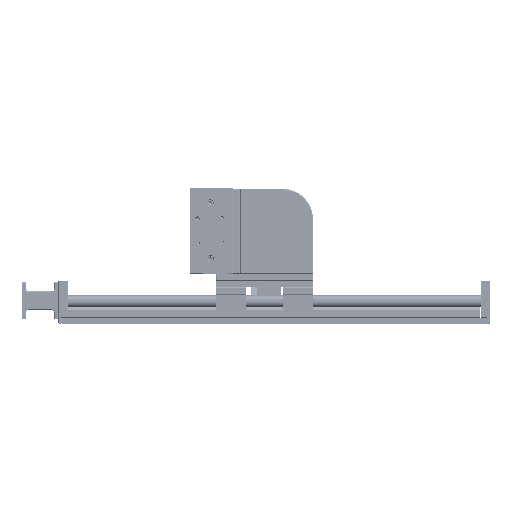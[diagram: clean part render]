
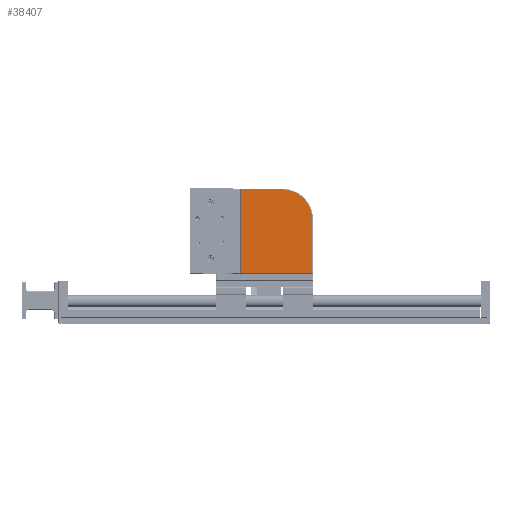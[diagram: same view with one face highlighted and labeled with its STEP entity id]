
A CAD part, top view. The second image highlights one B-rep face of the part: STEP entity #38407.
In plain terms, the highlighted face is planar.
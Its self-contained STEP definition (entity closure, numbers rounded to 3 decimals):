
#421 = DIRECTION ( 'NONE',  ( 0., 1., 0. ) ) ;
#895 = CARTESIAN_POINT ( 'NONE',  ( -59., 12., 69. ) ) ;
#1140 = CARTESIAN_POINT ( 'NONE',  ( 59., 12., 69. ) ) ;
#1891 = PLANE ( 'NONE',  #17043 ) ;
#2761 = EDGE_CURVE ( 'NONE', #37478, #22769, #7192, .T. ) ;
#3383 = EDGE_CURVE ( 'NONE', #10581, #36765, #17198, .T. ) ;
#4989 = CARTESIAN_POINT ( 'NONE',  ( 0., 12., 0. ) ) ;
#6976 = CARTESIAN_POINT ( 'NONE',  ( -60., 12., -69. ) ) ;
#7192 = LINE ( 'NONE', #44542, #9617 ) ;
#9468 = CARTESIAN_POINT ( 'NONE',  ( 60., 12., 69. ) ) ;
#9617 = VECTOR ( 'NONE', #33238, 1000. ) ;
#10581 = VERTEX_POINT ( 'NONE', #1140 ) ;
#10834 = DIRECTION ( 'NONE',  ( -1., 0., 0. ) ) ;
#11230 = ORIENTED_EDGE ( 'NONE', *, *, #41620, .T. ) ;
#12726 = EDGE_CURVE ( 'NONE', #17341, #37478, #39985, .T. ) ;
#12783 = VECTOR ( 'NONE', #46788, 1000. ) ;
#13076 = CARTESIAN_POINT ( 'NONE',  ( 59., 12., -20. ) ) ;
#13805 = CARTESIAN_POINT ( 'NONE',  ( 59., 12., -20. ) ) ;
#14638 = ORIENTED_EDGE ( 'NONE', *, *, #12726, .T. ) ;
#17043 = AXIS2_PLACEMENT_3D ( 'NONE', #4989, #45921, #41831 ) ;
#17198 = LINE ( 'NONE', #13805, #12783 ) ;
#17341 = VERTEX_POINT ( 'NONE', #22054 ) ;
#19278 = EDGE_LOOP ( 'NONE', ( #44887, #27549, #46923, #11230, #14638 ) ) ;
#22054 = CARTESIAN_POINT ( 'NONE',  ( 10., 12., -69. ) ) ;
#22769 = VERTEX_POINT ( 'NONE', #895 ) ;
#27549 = ORIENTED_EDGE ( 'NONE', *, *, #29122, .T. ) ;
#27919 = CARTESIAN_POINT ( 'NONE',  ( -59., 12., -69. ) ) ;
#29122 = EDGE_CURVE ( 'NONE', #22769, #10581, #31656, .T. ) ;
#30556 = FACE_OUTER_BOUND ( 'NONE', #19278, .T. ) ;
#30557 = VECTOR ( 'NONE', #37486, 1000. ) ;
#31656 = LINE ( 'NONE', #9468, #30557 ) ;
#33238 = DIRECTION ( 'NONE',  ( 0., 0., 1. ) ) ;
#33892 = DIRECTION ( 'NONE',  ( 0., 0., 1. ) ) ;
#34130 = CARTESIAN_POINT ( 'NONE',  ( 10., 12., -20. ) ) ;
#36765 = VERTEX_POINT ( 'NONE', #13076 ) ;
#37478 = VERTEX_POINT ( 'NONE', #27919 ) ;
#37486 = DIRECTION ( 'NONE',  ( 1., 0., 0. ) ) ;
#38407 = ADVANCED_FACE ( 'NONE', ( #30556 ), #1891, .T. ) ;
#39704 = VECTOR ( 'NONE', #10834, 1000. ) ;
#39720 = CIRCLE ( 'NONE', #46667, 49. ) ;
#39985 = LINE ( 'NONE', #6976, #39704 ) ;
#41620 = EDGE_CURVE ( 'NONE', #36765, #17341, #39720, .T. ) ;
#41831 = DIRECTION ( 'NONE',  ( 0., 0., 1. ) ) ;
#44542 = CARTESIAN_POINT ( 'NONE',  ( -59., 12., 70. ) ) ;
#44887 = ORIENTED_EDGE ( 'NONE', *, *, #2761, .T. ) ;
#45921 = DIRECTION ( 'NONE',  ( 0., 1., 0. ) ) ;
#46667 = AXIS2_PLACEMENT_3D ( 'NONE', #34130, #421, #33892 ) ;
#46788 = DIRECTION ( 'NONE',  ( 0., 0., -1. ) ) ;
#46923 = ORIENTED_EDGE ( 'NONE', *, *, #3383, .T. ) ;
